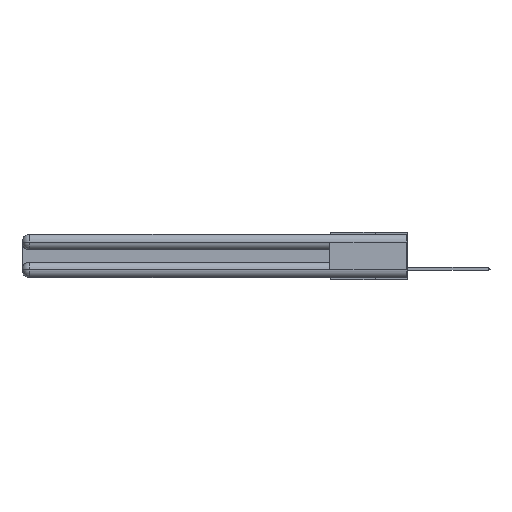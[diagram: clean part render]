
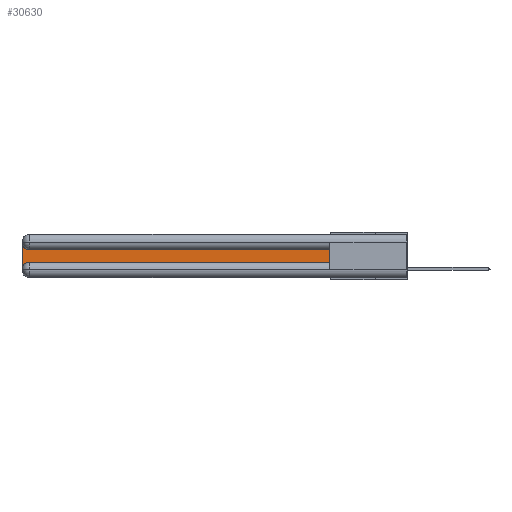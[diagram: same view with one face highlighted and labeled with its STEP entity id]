
A CAD part, left-side view. The second image highlights one B-rep face of the part: STEP entity #30630.
In plain terms, the highlighted planar face has unit normal (-1, 0, 0).
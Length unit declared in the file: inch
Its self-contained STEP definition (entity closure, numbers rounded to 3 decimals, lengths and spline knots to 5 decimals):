
#173 = CARTESIAN_POINT ( 'NONE',  ( 0.075, 0.6, -0.2175 ) ) ;
#888 = LINE ( 'NONE', #13651, #15391 ) ;
#1178 = VECTOR ( 'NONE', #20987, 39.37008 ) ;
#7308 = VERTEX_POINT ( 'NONE', #24052 ) ;
#7394 = VERTEX_POINT ( 'NONE', #15510 ) ;
#7846 = DIRECTION ( 'NONE',  ( 0., 0., -1. ) ) ;
#8579 = DIRECTION ( 'NONE',  ( 0., 1., 0. ) ) ;
#8650 = CARTESIAN_POINT ( 'NONE',  ( 0.075, 3., -0.1225 ) ) ;
#9823 = CARTESIAN_POINT ( 'NONE',  ( 0.075, 3., -0.2175 ) ) ;
#10662 = EDGE_CURVE ( 'NONE', #7394, #27335, #888, .T. ) ;
#11235 = VECTOR ( 'NONE', #25252, 39.37008 ) ;
#11299 = ORIENTED_EDGE ( 'NONE', *, *, #11849, .T. ) ;
#11849 = EDGE_CURVE ( 'NONE', #12099, #7394, #21658, .T. ) ;
#12099 = VERTEX_POINT ( 'NONE', #173 ) ;
#12477 = ORIENTED_EDGE ( 'NONE', *, *, #29602, .T. ) ;
#13592 = CARTESIAN_POINT ( 'NONE',  ( 0.075, 0.6, -0.2175 ) ) ;
#13651 = CARTESIAN_POINT ( 'NONE',  ( 0.075, 0.6, -0.1225 ) ) ;
#13695 = CARTESIAN_POINT ( 'NONE',  ( 0.075, 0.6, -0.2175 ) ) ;
#14682 = DIRECTION ( 'NONE',  ( 1., 0., 0. ) ) ;
#14919 = EDGE_CURVE ( 'NONE', #27335, #20112, #23218, .T. ) ;
#14925 = LINE ( 'NONE', #13592, #11235 ) ;
#15042 = ORIENTED_EDGE ( 'NONE', *, *, #19729, .T. ) ;
#15391 = VECTOR ( 'NONE', #8579, 39.37008 ) ;
#15510 = CARTESIAN_POINT ( 'NONE',  ( 0.075, 0.6, -0.1225 ) ) ;
#16551 = LINE ( 'NONE', #9823, #22158 ) ;
#17436 = ORIENTED_EDGE ( 'NONE', *, *, #28088, .T. ) ;
#17447 = PLANE ( 'NONE',  #24139 ) ;
#17996 = CARTESIAN_POINT ( 'NONE',  ( 0.075, 3., -0.0625 ) ) ;
#18072 = DIRECTION ( 'NONE',  ( 1., 0., 0. ) ) ;
#18111 = CARTESIAN_POINT ( 'NONE',  ( 0.075, 2.94, -0.2175 ) ) ;
#18517 = ORIENTED_EDGE ( 'NONE', *, *, #14919, .T. ) ;
#19729 = EDGE_CURVE ( 'NONE', #20112, #7308, #16551, .T. ) ;
#20112 = VERTEX_POINT ( 'NONE', #17996 ) ;
#20987 = DIRECTION ( 'NONE',  ( 0., 0., 1. ) ) ;
#21658 = LINE ( 'NONE', #13695, #1178 ) ;
#22158 = VECTOR ( 'NONE', #26427, 39.37008 ) ;
#22991 = ORIENTED_EDGE ( 'NONE', *, *, #10662, .T. ) ;
#23040 = FACE_OUTER_BOUND ( 'NONE', #26662, .T. ) ;
#23176 = CIRCLE ( 'NONE', #24660, 0.06 ) ;
#23218 = CIRCLE ( 'NONE', #25745, 0.06 ) ;
#24052 = CARTESIAN_POINT ( 'NONE',  ( 0.075, 3., -0.2775 ) ) ;
#24139 = AXIS2_PLACEMENT_3D ( 'NONE', #8650, #18072, #25376 ) ;
#24660 = AXIS2_PLACEMENT_3D ( 'NONE', #26964, #29381, #24714 ) ;
#24714 = DIRECTION ( 'NONE',  ( 0., 0., -1. ) ) ;
#25252 = DIRECTION ( 'NONE',  ( 0., -1., 0. ) ) ;
#25376 = DIRECTION ( 'NONE',  ( 0., 0., -1. ) ) ;
#25533 = VERTEX_POINT ( 'NONE', #18111 ) ;
#25745 = AXIS2_PLACEMENT_3D ( 'NONE', #26738, #14682, #7846 ) ;
#26190 = CARTESIAN_POINT ( 'NONE',  ( 0.075, 2.94, -0.1225 ) ) ;
#26427 = DIRECTION ( 'NONE',  ( 0., 0., -1. ) ) ;
#26662 = EDGE_LOOP ( 'NONE', ( #22991, #18517, #15042, #17436, #12477, #11299 ) ) ;
#26738 = CARTESIAN_POINT ( 'NONE',  ( 0.075, 2.94, -0.0625 ) ) ;
#26964 = CARTESIAN_POINT ( 'NONE',  ( 0.075, 2.94, -0.2775 ) ) ;
#27335 = VERTEX_POINT ( 'NONE', #26190 ) ;
#28088 = EDGE_CURVE ( 'NONE', #7308, #25533, #23176, .T. ) ;
#29381 = DIRECTION ( 'NONE',  ( 1., 0., 0. ) ) ;
#29602 = EDGE_CURVE ( 'NONE', #25533, #12099, #14925, .T. ) ;
#30630 = ADVANCED_FACE ( 'NONE', ( #23040 ), #17447, .F. ) ;
